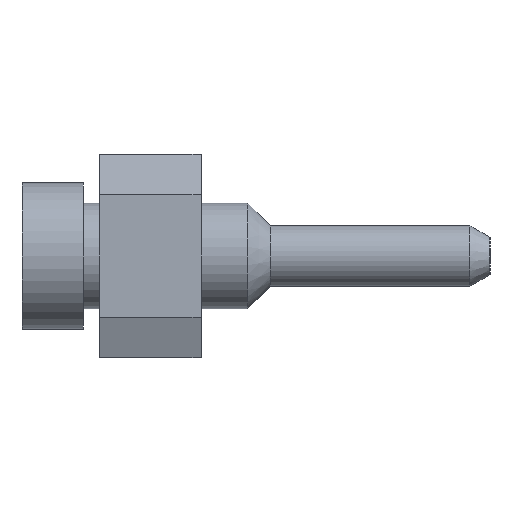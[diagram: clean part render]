
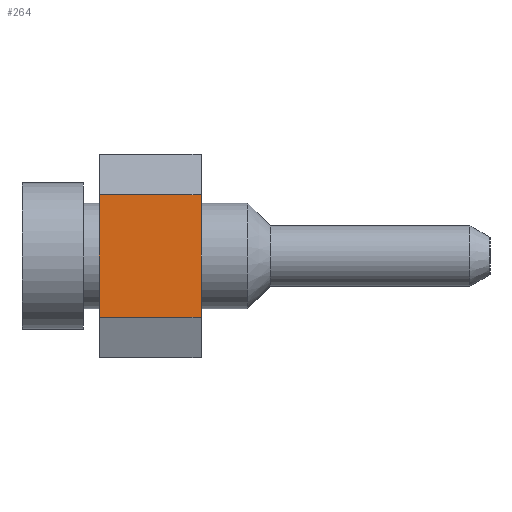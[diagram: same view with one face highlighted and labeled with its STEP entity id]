
A CAD part, left-side view. The second image highlights one B-rep face of the part: STEP entity #264.
In plain terms, the highlighted planar face has unit normal (-1, 0, 0).
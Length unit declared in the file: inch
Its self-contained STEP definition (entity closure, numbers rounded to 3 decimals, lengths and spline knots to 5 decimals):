
#264 = ADVANCED_FACE( '', ( #508 ), #509, .F. );
#508 = FACE_OUTER_BOUND( '', #721, .T. );
#509 = PLANE( '', #722 );
#721 = EDGE_LOOP( '', ( #1180, #1181, #1182, #1183 ) );
#722 = AXIS2_PLACEMENT_3D( '', #1184, #1185, #1186 );
#1180 = ORIENTED_EDGE( '', *, *, #1365, .T. );
#1181 = ORIENTED_EDGE( '', *, *, #1308, .T. );
#1182 = ORIENTED_EDGE( '', *, *, #1220, .F. );
#1183 = ORIENTED_EDGE( '', *, *, #1355, .F. );
#1184 = CARTESIAN_POINT( '', ( 0., 0.05, -0.05 ) );
#1185 = DIRECTION( '', ( 1., 0., 0. ) );
#1186 = DIRECTION( '', ( 0., 0., -1. ) );
#1220 = EDGE_CURVE( '', #1413, #1414, #1415, .T. );
#1308 = EDGE_CURVE( '', #1527, #1414, #1558, .T. );
#1355 = EDGE_CURVE( '', #1620, #1413, #1622, .T. );
#1365 = EDGE_CURVE( '', #1620, #1527, #1633, .T. );
#1413 = VERTEX_POINT( '', #1693 );
#1414 = VERTEX_POINT( '', #1694 );
#1415 = LINE( '', #1695, #1696 );
#1527 = VERTEX_POINT( '', #1839 );
#1558 = LINE( '', #1889, #1890 );
#1620 = VERTEX_POINT( '', #1972 );
#1622 = LINE( '', #1975, #1976 );
#1633 = LINE( '', #1995, #1996 );
#1693 = CARTESIAN_POINT( '', ( 0., 0.05, 0.03 ) );
#1694 = CARTESIAN_POINT( '', ( 0., 0., 0.03 ) );
#1695 = CARTESIAN_POINT( '', ( 0., 0.1, 0.03 ) );
#1696 = VECTOR( '', #2030, 39.37008 );
#1839 = CARTESIAN_POINT( '', ( 0., 0., -0.03 ) );
#1889 = CARTESIAN_POINT( '', ( 0., 0., -0.05 ) );
#1890 = VECTOR( '', #2135, 39.37008 );
#1972 = CARTESIAN_POINT( '', ( 0., 0.05, -0.03 ) );
#1975 = CARTESIAN_POINT( '', ( 0., 0.05, -0.05 ) );
#1976 = VECTOR( '', #2175, 39.37008 );
#1995 = CARTESIAN_POINT( '', ( 0., 0.1, -0.03 ) );
#1996 = VECTOR( '', #2184, 39.37008 );
#2030 = DIRECTION( '', ( 0., -1., 0. ) );
#2135 = DIRECTION( '', ( 0., 0., 1. ) );
#2175 = DIRECTION( '', ( 0., 0., 1. ) );
#2184 = DIRECTION( '', ( 0., -1., 0. ) );
